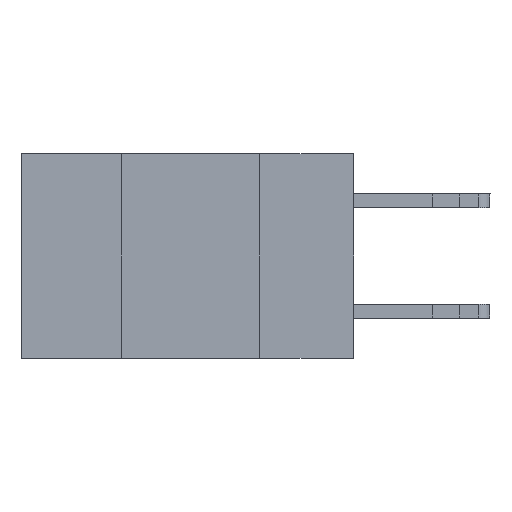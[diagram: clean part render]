
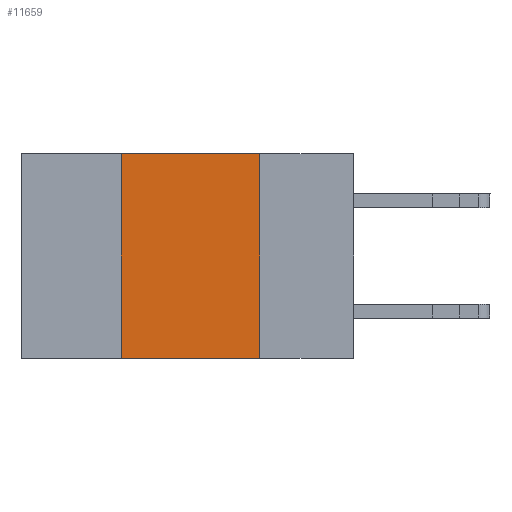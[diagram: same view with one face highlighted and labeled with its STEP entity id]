
A CAD part, left-side view. The second image highlights one B-rep face of the part: STEP entity #11659.
In plain terms, the highlighted planar face has unit normal (-1, 0, 0).
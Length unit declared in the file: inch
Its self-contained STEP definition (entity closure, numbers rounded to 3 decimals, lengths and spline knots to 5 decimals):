
#308 = EDGE_CURVE ( 'NONE', #14694, #6800, #14663, .T. ) ;
#436 = CARTESIAN_POINT ( 'NONE',  ( 0., 0.42, -0.37 ) ) ;
#455 = AXIS2_PLACEMENT_3D ( 'NONE', #2818, #12636, #6631 ) ;
#641 = FACE_OUTER_BOUND ( 'NONE', #13880, .T. ) ;
#1212 = VERTEX_POINT ( 'NONE', #436 ) ;
#1839 = ORIENTED_EDGE ( 'NONE', *, *, #13510, .F. ) ;
#2435 = DIRECTION ( 'NONE',  ( 0., -1., 0. ) ) ;
#2450 = DIRECTION ( 'NONE',  ( 0., 0., 1. ) ) ;
#2818 = CARTESIAN_POINT ( 'NONE',  ( 0., 0.6, 0. ) ) ;
#3459 = CARTESIAN_POINT ( 'NONE',  ( 0., 0.17, 0. ) ) ;
#3489 = VECTOR ( 'NONE', #2450, 39.37008 ) ;
#3626 = LINE ( 'NONE', #7410, #7756 ) ;
#3680 = EDGE_CURVE ( 'NONE', #1212, #6800, #15351, .T. ) ;
#4217 = CARTESIAN_POINT ( 'NONE',  ( 0., 0.17, 0. ) ) ;
#4971 = CARTESIAN_POINT ( 'NONE',  ( 0., 0.42, 0. ) ) ;
#5865 = CARTESIAN_POINT ( 'NONE',  ( 0., 0.17, -0.37 ) ) ;
#6631 = DIRECTION ( 'NONE',  ( 0., 0., -1. ) ) ;
#6800 = VERTEX_POINT ( 'NONE', #5865 ) ;
#6818 = LINE ( 'NONE', #4971, #3489 ) ;
#7410 = CARTESIAN_POINT ( 'NONE',  ( 0., 0.6, 0. ) ) ;
#7756 = VECTOR ( 'NONE', #2435, 39.37008 ) ;
#8046 = VECTOR ( 'NONE', #8081, 39.37008 ) ;
#8081 = DIRECTION ( 'NONE',  ( 0., 0., -1. ) ) ;
#8623 = EDGE_CURVE ( 'NONE', #9086, #14694, #3626, .T. ) ;
#9086 = VERTEX_POINT ( 'NONE', #14238 ) ;
#10186 = PLANE ( 'NONE',  #455 ) ;
#11659 = ADVANCED_FACE ( 'NONE', ( #641 ), #10186, .F. ) ;
#12378 = ORIENTED_EDGE ( 'NONE', *, *, #3680, .T. ) ;
#12636 = DIRECTION ( 'NONE',  ( 1., 0., 0. ) ) ;
#13510 = EDGE_CURVE ( 'NONE', #1212, #9086, #6818, .T. ) ;
#13806 = CARTESIAN_POINT ( 'NONE',  ( 0., 0.6, -0.37 ) ) ;
#13880 = EDGE_LOOP ( 'NONE', ( #14294, #14271, #1839, #12378 ) ) ;
#14238 = CARTESIAN_POINT ( 'NONE',  ( 0., 0.42, 0. ) ) ;
#14271 = ORIENTED_EDGE ( 'NONE', *, *, #8623, .F. ) ;
#14294 = ORIENTED_EDGE ( 'NONE', *, *, #308, .F. ) ;
#14663 = LINE ( 'NONE', #4217, #8046 ) ;
#14694 = VERTEX_POINT ( 'NONE', #3459 ) ;
#14745 = VECTOR ( 'NONE', #15052, 39.37008 ) ;
#15052 = DIRECTION ( 'NONE',  ( 0., -1., 0. ) ) ;
#15351 = LINE ( 'NONE', #13806, #14745 ) ;
